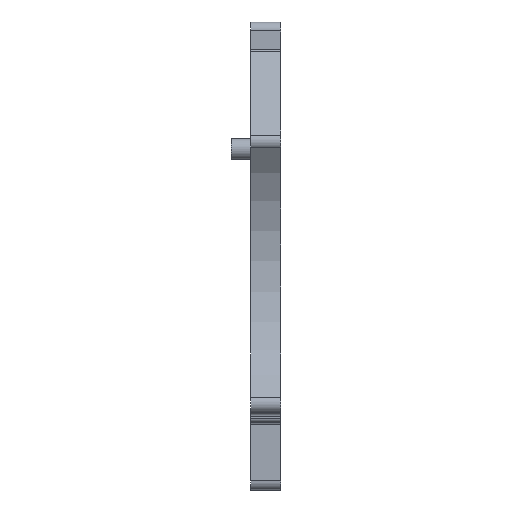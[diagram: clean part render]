
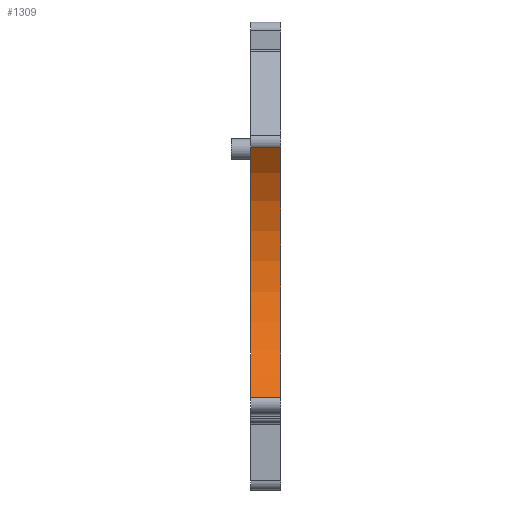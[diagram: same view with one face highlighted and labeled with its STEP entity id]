
A CAD part, front view. The second image highlights one B-rep face of the part: STEP entity #1309.
In plain terms, the highlighted cylindrical face has radius 15.05 mm (diameter 30.1 mm), a partial arc.
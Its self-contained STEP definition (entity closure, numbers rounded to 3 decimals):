
#317=AXIS2_PLACEMENT_3D('Circle Axis2P3D',#315,#316,$) ;
#1289=AXIS2_PLACEMENT_3D('Cylinder Axis2P3D',#1286,#1287,#1288) ;
#1300=AXIS2_PLACEMENT_3D('Circle Axis2P3D',#1298,#1299,$) ;
#312=CARTESIAN_POINT('Vertex',(1.6,0.261,7.719)) ;
#315=CARTESIAN_POINT('Axis2P3D Location',(1.6,-9.549,19.132)) ;
#319=CARTESIAN_POINT('Vertex',(1.6,2.166,28.579)) ;
#1267=CARTESIAN_POINT('Line Origine',(4.1,0.261,7.719)) ;
#1271=CARTESIAN_POINT('Vertex',(4.1,0.261,7.719)) ;
#1286=CARTESIAN_POINT('Axis2P3D Location',(4.1,-9.549,19.132)) ;
#1291=CARTESIAN_POINT('Line Origine',(4.1,2.166,28.579)) ;
#1295=CARTESIAN_POINT('Vertex',(4.1,2.166,28.579)) ;
#1298=CARTESIAN_POINT('Axis2P3D Location',(4.1,-9.549,19.132)) ;
#316=DIRECTION('Axis2P3D Direction',(1.,-0.,0.)) ;
#1268=DIRECTION('Vector Direction',(-1.,0.,0.)) ;
#1287=DIRECTION('Axis2P3D Direction',(-1.,0.,0.)) ;
#1288=DIRECTION('Axis2P3D XDirection',(0.,0.,1.)) ;
#1292=DIRECTION('Vector Direction',(-1.,0.,0.)) ;
#1299=DIRECTION('Axis2P3D Direction',(-1.,0.,0.)) ;
#1269=VECTOR('Line Direction',#1268,1.) ;
#1293=VECTOR('Line Direction',#1292,1.) ;
#1304=ORIENTED_EDGE('',*,*,#1297,.T.) ;
#1305=ORIENTED_EDGE('',*,*,#321,.F.) ;
#1306=ORIENTED_EDGE('',*,*,#1273,.F.) ;
#1307=ORIENTED_EDGE('',*,*,#1302,.T.) ;
#1309=ADVANCED_FACE('K\X2\00F6\X0\rper-Verschieben/Kopieren1',(#1308),#1290,.F.) ;
#318=CIRCLE('generated circle',#317,15.05) ;
#1301=CIRCLE('generated circle',#1300,15.05) ;
#1290=CYLINDRICAL_SURFACE('generated cylinder',#1289,15.05) ;
#321=EDGE_CURVE('',#313,#320,#318,.T.) ;
#1273=EDGE_CURVE('',#1272,#313,#1270,.T.) ;
#1297=EDGE_CURVE('',#1296,#320,#1294,.T.) ;
#1302=EDGE_CURVE('',#1272,#1296,#1301,.F.) ;
#1303=EDGE_LOOP('',(#1304,#1305,#1306,#1307)) ;
#1308=FACE_OUTER_BOUND('',#1303,.T.) ;
#1270=LINE('Line',#1267,#1269) ;
#1294=LINE('Line',#1291,#1293) ;
#313=VERTEX_POINT('',#312) ;
#320=VERTEX_POINT('',#319) ;
#1272=VERTEX_POINT('',#1271) ;
#1296=VERTEX_POINT('',#1295) ;
